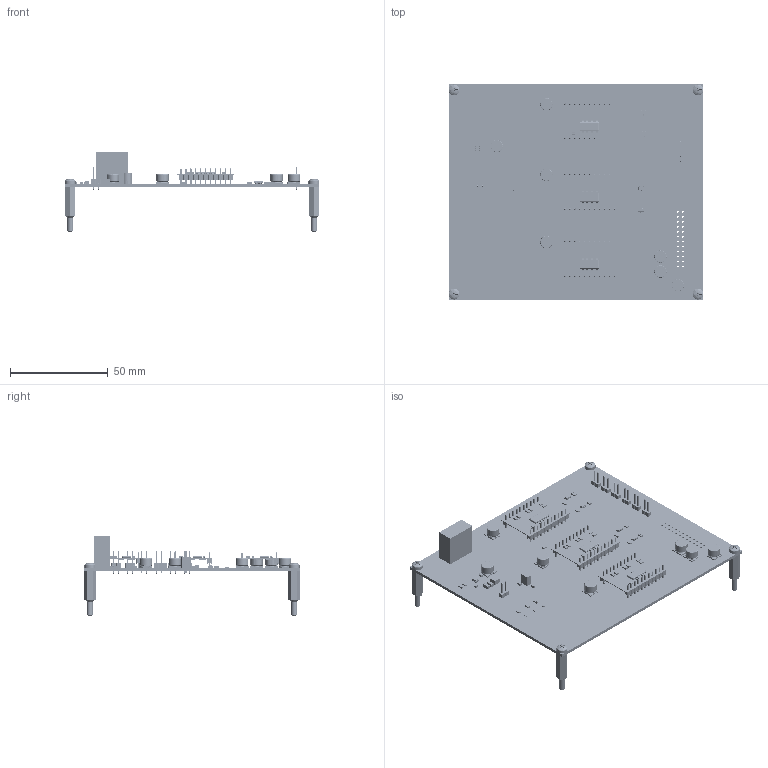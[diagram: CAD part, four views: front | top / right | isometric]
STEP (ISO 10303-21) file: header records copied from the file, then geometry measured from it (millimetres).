
FILE_DESCRIPTION(('Open CASCADE Model'),'2;1');
FILE_NAME('Open CASCADE Shape Model','2018-03-29T13:03:16',('Author'),( 'Open CASCADE'),'Open CASCADE STEP processor 6.8','Open CASCADE 6.8' ,'Unknown');
FILE_SCHEMA(('AUTOMOTIVE_DESIGN { 1 0 10303 214 1 1 1 1 }'));
Length unit declared in the file: millimetre
Products named in the file (103): PCB; Board; C100; CAPC2012X120N_EIA_0805; C101; User_Library-ALU-D; User_Library-ALU-D_Fuss_1; User_Library-ALU-D_Pins_1; User_Library-ALU-D_K_X_F6rper_1; User_Library-ALU-D_Beschriftung_1; C102; C103; CAPC3216X180N_EIA_1206; C104; C105; C106; C200; C300; C400; C500; C501; C502; D102; User_Library-led_0603_(2); D103; D104; L100; 914906176; Extruded; P100; User_Library-Header_Male_2Pin; User_Library-Header_Male_2Pin_PinArray; User_Library-Header_Male_2Pin_BodyArray; P500; 914906312; P501; P502; P503; P504; P505 ...
Assembly tree (198 placements, depth 6):
  PCB
    Board
    C100
      CAPC2012X120N_EIA_0805
    C101
      User_Library-ALU-D
        User_Library-ALU-D_Fuss_1
        User_Library-ALU-D_Pins_1
        User_Library-ALU-D_K_X_F6rper_1
        User_Library-ALU-D_Beschriftung_1
    C102
      CAPC2012X120N_EIA_0805
    C103
      CAPC3216X180N_EIA_1206
    C104
      CAPC3216X180N_EIA_1206
    C105
      CAPC2012X120N_EIA_0805
    C106
      CAPC2012X120N_EIA_0805
    C200
      User_Library-ALU-D
        User_Library-ALU-D_Fuss_1
        User_Library-ALU-D_Pins_1
        User_Library-ALU-D_K_X_F6rper_1
        User_Library-ALU-D_Beschriftung_1
    C300
      User_Library-ALU-D
        User_Library-ALU-D_Fuss_1
        User_Library-ALU-D_Pins_1
        User_Library-ALU-D_K_X_F6rper_1
        User_Library-ALU-D_Beschriftung_1
    C400
      User_Library-ALU-D
        User_Library-ALU-D_Fuss_1
        User_Library-ALU-D_Pins_1
        User_Library-ALU-D_K_X_F6rper_1
        User_Library-ALU-D_Beschriftung_1
    C500
      User_Library-ALU-D
        User_Library-ALU-D_Fuss_1
        User_Library-ALU-D_Pins_1
        User_Library-ALU-D_K_X_F6rper_1
        User_Library-ALU-D_Beschriftung_1
    C501
      User_Library-ALU-D
        User_Library-ALU-D_Fuss_1
        User_Library-ALU-D_Pins_1
        User_Library-ALU-D_K_X_F6rper_1
        User_Library-ALU-D_Beschriftung_1
    C502
      User_Library-ALU-D
        User_Library-ALU-D_Fuss_1
        User_Library-ALU-D_Pins_1
        User_Library-ALU-D_K_X_F6rper_1
        User_Library-ALU-D_Beschriftung_1
    D102
      User_Library-led_0603_(2)
    D103
      User_Library-led_0603_(2)
Bounding box: 130.31 x 110.17 x 40.5 mm (x, y, z)
Volume: 29730.5 mm3; surface area: 45538.8 mm2
Topology: 381 solids, 381 shells, 13564 faces, 32457 edges, 19312 vertices
Faces by surface type: plane 7001, cylinder 3255, bspline 3078, sphere 178, cone 44, torus 8
Full cylindrical faces by diameter (mm): 0.9 x90, 1 x77, 3.2 x4, 4.5 x2
Entity records: 58063 total; most frequent: CARTESIAN_POINT 17533, ORIENTED_EDGE 6650, DIRECTION 6409, EDGE_CURVE 3325, LINE 2227, VECTOR 2227, VERTEX_POINT 2103, AXIS2_PLACEMENT_3D 2091
